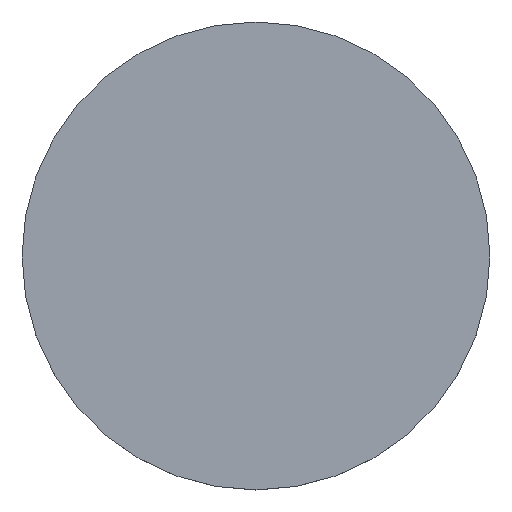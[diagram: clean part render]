
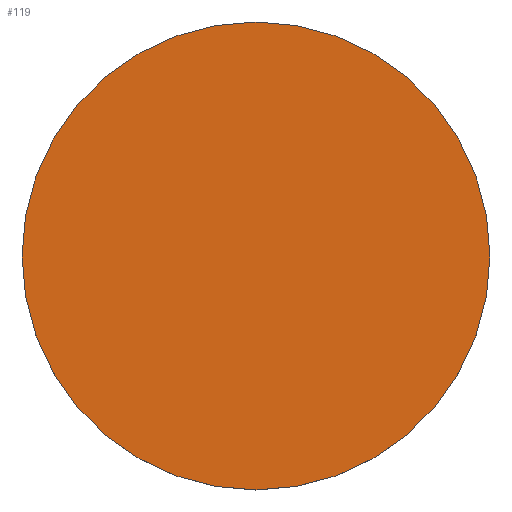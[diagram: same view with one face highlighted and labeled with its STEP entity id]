
A CAD part, top view. The second image highlights one B-rep face of the part: STEP entity #119.
In plain terms, the highlighted planar face has unit normal (0, 0, 1).
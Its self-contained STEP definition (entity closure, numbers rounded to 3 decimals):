
#6 = AXIS2_PLACEMENT_3D ( 'NONE', #57, #80, #38 ) ;
#12 = AXIS2_PLACEMENT_3D ( 'NONE', #104, #44, #91 ) ;
#20 = CIRCLE ( 'NONE', #12, 25. ) ;
#38 = DIRECTION ( 'NONE',  ( -1., 0., 0. ) ) ;
#39 = VERTEX_POINT ( 'NONE', #86 ) ;
#44 = DIRECTION ( 'NONE',  ( 0., 0., 1. ) ) ;
#57 = CARTESIAN_POINT ( 'NONE',  ( 0., 0., 0. ) ) ;
#58 = EDGE_LOOP ( 'NONE', ( #81 ) ) ;
#70 = PLANE ( 'NONE',  #6 ) ;
#80 = DIRECTION ( 'NONE',  ( 0., 0., -1. ) ) ;
#81 = ORIENTED_EDGE ( 'NONE', *, *, #121, .T. ) ;
#86 = CARTESIAN_POINT ( 'NONE',  ( 25., 0., 0. ) ) ;
#91 = DIRECTION ( 'NONE',  ( 1., 0., 0. ) ) ;
#96 = FACE_OUTER_BOUND ( 'NONE', #58, .T. ) ;
#104 = CARTESIAN_POINT ( 'NONE',  ( 0., 0., 0. ) ) ;
#119 = ADVANCED_FACE ( 'NONE', ( #96 ), #70, .F. ) ;
#121 = EDGE_CURVE ( 'NONE', #39, #39, #20, .T. ) ;
